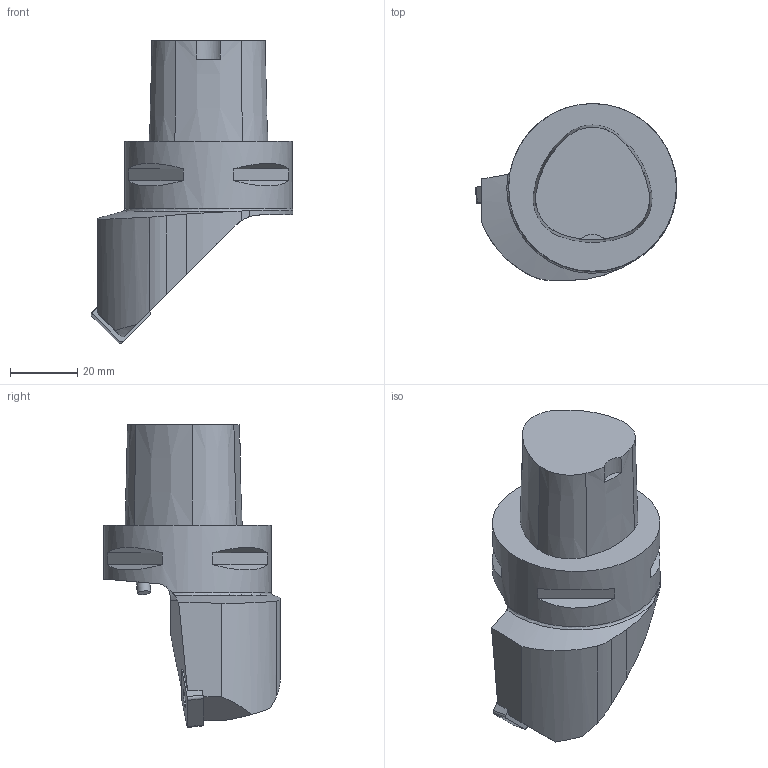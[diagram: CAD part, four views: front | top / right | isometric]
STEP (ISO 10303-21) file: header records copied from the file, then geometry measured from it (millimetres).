
FILE_DESCRIPTION(/* description */ (''),/* implementation_level */ '2;1');
FILE_NAME(/* name */ 'assy.stp',/* time_stamp */ '2017-09-27T00:19:48+02:00',/* author */ (''),/* organization */ ('SMS'),/* preprocessor_version */ 'ST-DEVELOPER v15',/* originating_system */ 'SIEMENS PLM Software NX 8.5',/* authorisation */ '');
FILE_SCHEMA (('AUTOMOTIVE_DESIGN { 1 0 10303 214 3 1 1 1 }'));
Length unit declared in the file: millimetre
Products named in the file (4): ASSEMBLY_CONSTRUCTION; NOCUT; CUT; ASSY
Assembly tree (3 placements, depth 2):
  ASSY
    CUT
    NOCUT
    ASSEMBLY_CONSTRUCTION
Bounding box: 60.13 x 52.67 x 90.32 mm (x, y, z)
Volume: 91031.3 mm3; surface area: 14657.8 mm2
Topology: 2 solids, 2 shells, 62 faces, 156 edges, 111 vertices
Faces by surface type: plane 36, cylinder 18, cone 7, torus 1
Full cylindrical faces by diameter (mm): 4 x1, 5.156 x2, 50 x1
Entity records: 2131 total; most frequent: CARTESIAN_POINT 492, DIRECTION 325, ORIENTED_EDGE 296, EDGE_CURVE 148, AXIS2_PLACEMENT_3D 127, VERTEX_POINT 101, EDGE_LOOP 75, LINE 71
